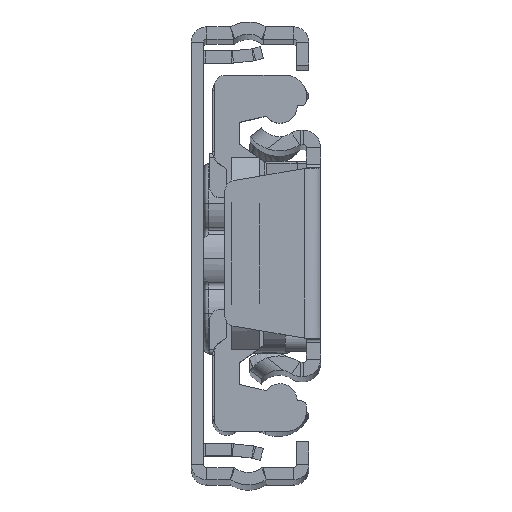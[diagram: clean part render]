
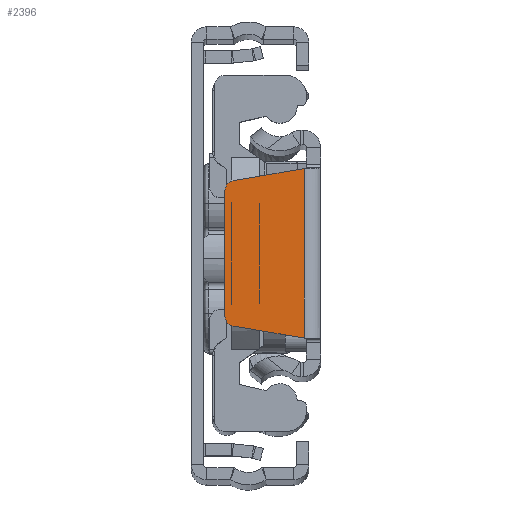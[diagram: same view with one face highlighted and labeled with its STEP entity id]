
A CAD part, top view. The second image highlights one B-rep face of the part: STEP entity #2396.
In plain terms, the highlighted planar face has unit normal (0, 0, 1).
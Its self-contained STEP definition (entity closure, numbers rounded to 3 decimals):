
#733 = VERTEX_POINT ( 'NONE', #14739 ) ;
#1658 = FACE_OUTER_BOUND ( 'NONE', #5332, .T. ) ;
#1756 = ORIENTED_EDGE ( 'NONE', *, *, #4991, .F. ) ;
#2047 = CIRCLE ( 'NONE', #4311, 1. ) ;
#2396 = ADVANCED_FACE ( 'NONE', ( #1658 ), #15396, .F. ) ;
#2547 = CIRCLE ( 'NONE', #18769, 1. ) ;
#2777 = CARTESIAN_POINT ( 'NONE',  ( -8.4, 6.156, 0. ) ) ;
#3289 = DIRECTION ( 'NONE',  ( -1., 0., 0. ) ) ;
#3681 = LINE ( 'NONE', #17798, #10952 ) ;
#3723 = EDGE_CURVE ( 'NONE', #10522, #18071, #2547, .T. ) ;
#3775 = DIRECTION ( 'NONE',  ( -1., 0., 0. ) ) ;
#4110 = ORIENTED_EDGE ( 'NONE', *, *, #3723, .F. ) ;
#4311 = AXIS2_PLACEMENT_3D ( 'NONE', #10005, #6689, #3775 ) ;
#4319 = DIRECTION ( 'NONE',  ( -1., 0., 0. ) ) ;
#4632 = DIRECTION ( 'NONE',  ( 0., 0., -1. ) ) ;
#4991 = EDGE_CURVE ( 'NONE', #18071, #17179, #17650, .T. ) ;
#5148 = EDGE_CURVE ( 'NONE', #733, #10522, #16197, .T. ) ;
#5299 = VECTOR ( 'NONE', #8216, 1000. ) ;
#5332 = EDGE_LOOP ( 'NONE', ( #18318, #1756, #4110, #18787, #6951, #9446 ) ) ;
#5355 = CARTESIAN_POINT ( 'NONE',  ( -1.6, -8.333, 0. ) ) ;
#6182 = CARTESIAN_POINT ( 'NONE',  ( -8.4, 6.156, 0. ) ) ;
#6246 = EDGE_CURVE ( 'NONE', #17179, #10039, #3681, .T. ) ;
#6252 = EDGE_CURVE ( 'NONE', #6837, #733, #2047, .T. ) ;
#6334 = CARTESIAN_POINT ( 'NONE',  ( -1.5, 8.35, 0. ) ) ;
#6689 = DIRECTION ( 'NONE',  ( 0., 0., -1. ) ) ;
#6837 = VERTEX_POINT ( 'NONE', #17085 ) ;
#6951 = ORIENTED_EDGE ( 'NONE', *, *, #6252, .F. ) ;
#7398 = CARTESIAN_POINT ( 'NONE',  ( -9.4, 6.156, 0. ) ) ;
#8216 = DIRECTION ( 'NONE',  ( 0.986, 0.168, 0. ) ) ;
#8627 = DIRECTION ( 'NONE',  ( 0., 1., 0. ) ) ;
#9446 = ORIENTED_EDGE ( 'NONE', *, *, #19204, .F. ) ;
#10005 = CARTESIAN_POINT ( 'NONE',  ( -8.4, -6.156, 0. ) ) ;
#10039 = VERTEX_POINT ( 'NONE', #5355 ) ;
#10522 = VERTEX_POINT ( 'NONE', #7398 ) ;
#10604 = VECTOR ( 'NONE', #8627, 1000. ) ;
#10952 = VECTOR ( 'NONE', #11236, 1000. ) ;
#11236 = DIRECTION ( 'NONE',  ( 0., -1., 0. ) ) ;
#11759 = VECTOR ( 'NONE', #18294, 1000. ) ;
#12096 = CARTESIAN_POINT ( 'NONE',  ( -1.6, 8.333, 0. ) ) ;
#13403 = LINE ( 'NONE', #14960, #11759 ) ;
#14739 = CARTESIAN_POINT ( 'NONE',  ( -9.4, -6.156, 0. ) ) ;
#14960 = CARTESIAN_POINT ( 'NONE',  ( -8.568, -7.142, 0. ) ) ;
#15396 = PLANE ( 'NONE',  #17825 ) ;
#16197 = LINE ( 'NONE', #17759, #10604 ) ;
#17085 = CARTESIAN_POINT ( 'NONE',  ( -8.568, -7.142, 0. ) ) ;
#17179 = VERTEX_POINT ( 'NONE', #12096 ) ;
#17650 = LINE ( 'NONE', #6334, #5299 ) ;
#17759 = CARTESIAN_POINT ( 'NONE',  ( -9.4, 6.156, 0. ) ) ;
#17798 = CARTESIAN_POINT ( 'NONE',  ( -1.6, -8.333, 0. ) ) ;
#17825 = AXIS2_PLACEMENT_3D ( 'NONE', #2777, #20214, #4319 ) ;
#18071 = VERTEX_POINT ( 'NONE', #20067 ) ;
#18294 = DIRECTION ( 'NONE',  ( -0.986, 0.168, 0. ) ) ;
#18318 = ORIENTED_EDGE ( 'NONE', *, *, #6246, .F. ) ;
#18769 = AXIS2_PLACEMENT_3D ( 'NONE', #6182, #4632, #3289 ) ;
#18787 = ORIENTED_EDGE ( 'NONE', *, *, #5148, .F. ) ;
#19204 = EDGE_CURVE ( 'NONE', #10039, #6837, #13403, .T. ) ;
#20067 = CARTESIAN_POINT ( 'NONE',  ( -8.568, 7.142, 0. ) ) ;
#20214 = DIRECTION ( 'NONE',  ( 0., 0., -1. ) ) ;
